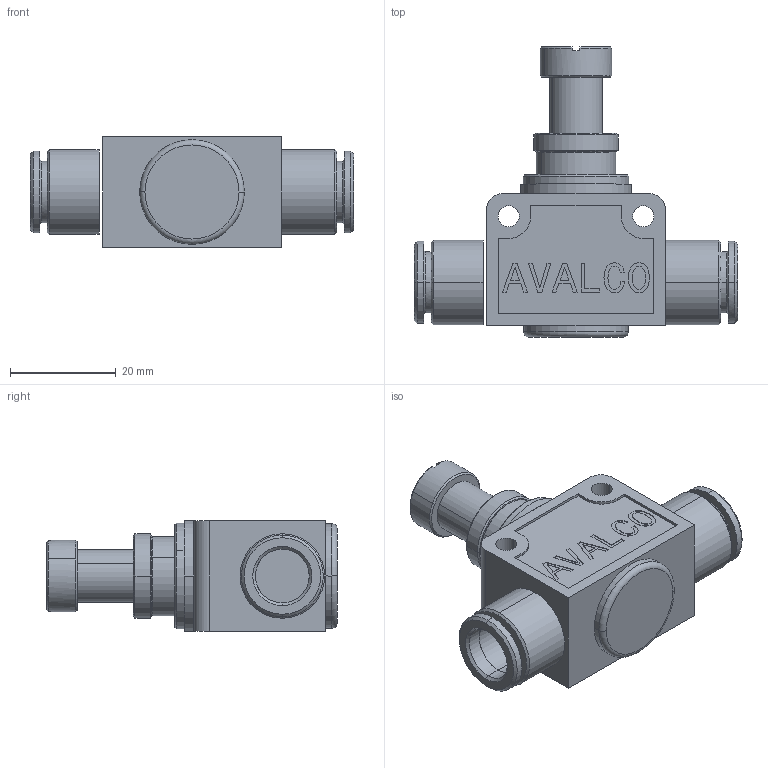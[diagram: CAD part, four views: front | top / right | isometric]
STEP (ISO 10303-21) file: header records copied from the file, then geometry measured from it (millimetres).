
FILE_DESCRIPTION(('CATIA V5 STEP Exchange'),'2;1');
FILE_NAME('IRRFU-703-10.stp','2019-01-10T11:48:37+00:00',('none'),('none'),'CATIA Version 5 Release 21 GA (IN-10)','CATIA V5 STEP AP203','none');
FILE_SCHEMA(('CONFIG_CONTROL_DESIGN'));
Length unit declared in the file: millimetre
Products named in the file (1): IRRFU-703-10
Bounding box: 61.2 x 55 x 21 mm (x, y, z)
Volume: 24420.2 mm3; surface area: 9205 mm2
Topology: 3 solids, 3 shells, 349 faces, 898 edges, 588 vertices
Faces by surface type: plane 271, cylinder 46, cone 30, torus 2
Entity records: 10294 total; most frequent: CARTESIAN_POINT 2094, ORIENTED_EDGE 1796, DIRECTION 1419, EDGE_CURVE 898, VECTOR 762, LINE 762, VERTEX_POINT 588, EDGE_LOOP 390
